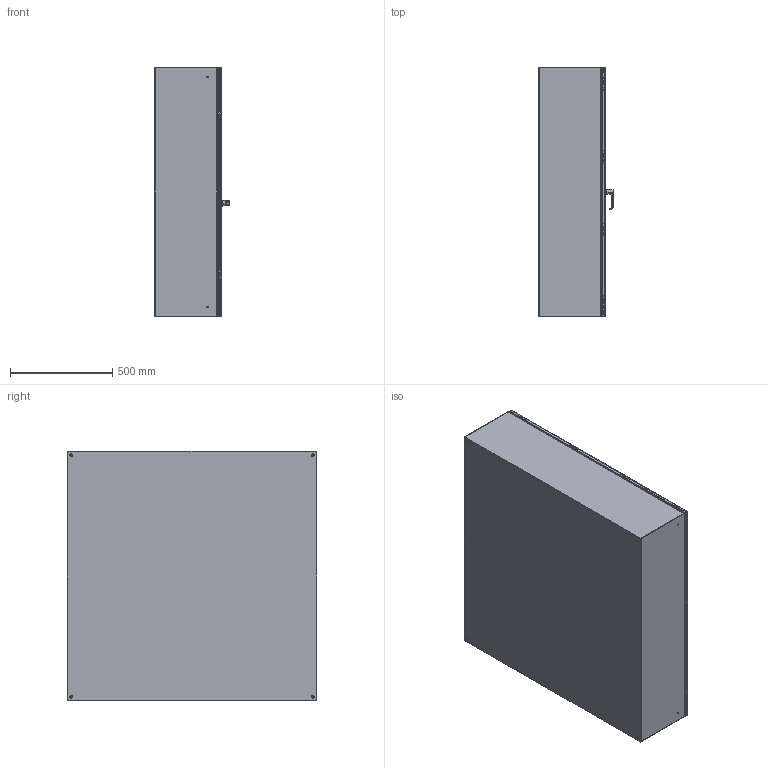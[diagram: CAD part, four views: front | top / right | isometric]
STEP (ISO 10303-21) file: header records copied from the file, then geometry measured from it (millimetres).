
FILE_DESCRIPTION (( 'STEP AP214' ), '1' );
FILE_NAME ('EN4TD484812GY.STEP', '2019-09-05T18:29:19', ( '' ), ( '' ), 'SwSTEP 2.0', 'SolidWorks 2018', '' );
FILE_SCHEMA (( 'AUTOMOTIVE_DESIGN' ));
Length unit declared in the file: inch
Products named in the file (1): EN4TD484812GY
Bounding box: 365.05 x 1219.2 x 1219.2 mm (x, y, z)
Volume: 9828405.2 mm3; surface area: 10310032.5 mm2
Topology: 97 solids, 97 shells, 2415 faces, 5696 edges, 3560 vertices
Faces by surface type: plane 1058, cylinder 882, bspline 322, torus 100, cone 53
Entity records: 132569 total; most frequent: CARTESIAN_POINT 46177, ORIENTED_EDGE 11286, DIRECTION 10882, EDGE_CURVE 5643, AXIS2_PLACEMENT_3D 3953, VERTEX_POINT 3560, VECTOR 2976, LINE 2976
